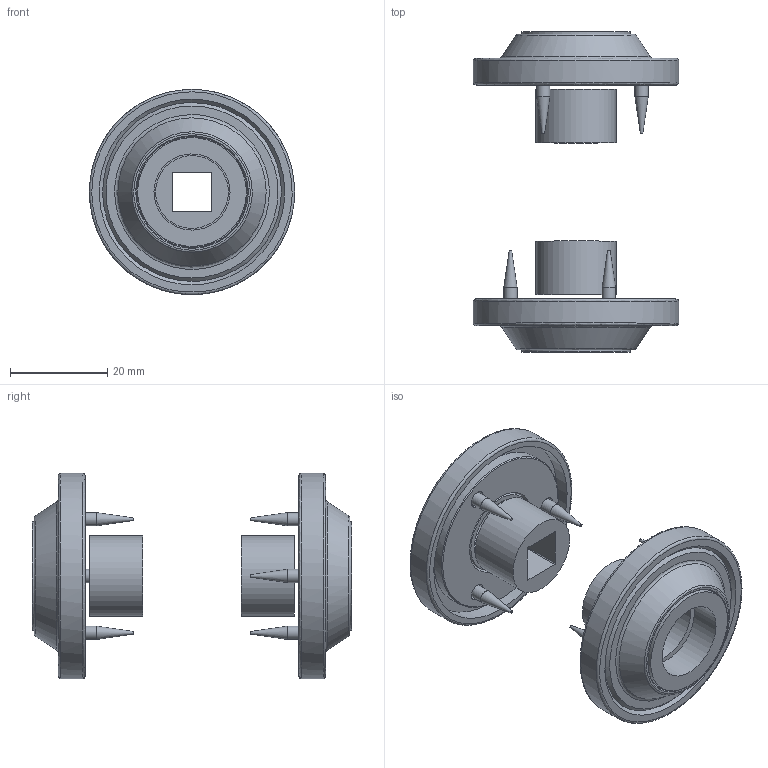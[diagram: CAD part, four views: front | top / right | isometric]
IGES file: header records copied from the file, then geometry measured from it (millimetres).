
Global section: file name: P8005; native system: Autodesk Inventor 2018; preprocessor: unknown; author: adaniels; date: 20190708.082606; units: millimetre
Bounding box: 42.25 x 65.88 x 42.25 mm (x, y, z)
Volume: 18680.9 mm3; surface area: 17967.6 mm2
Topology: 14 solids, 14 shells, 224 faces, 592 edges, 416 vertices
Faces by surface type: bspline 224
